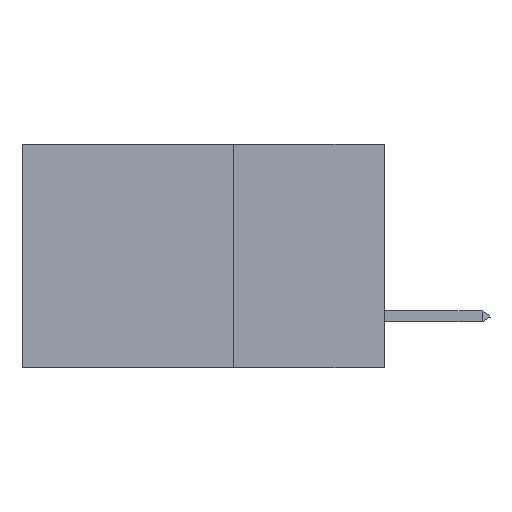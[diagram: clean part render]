
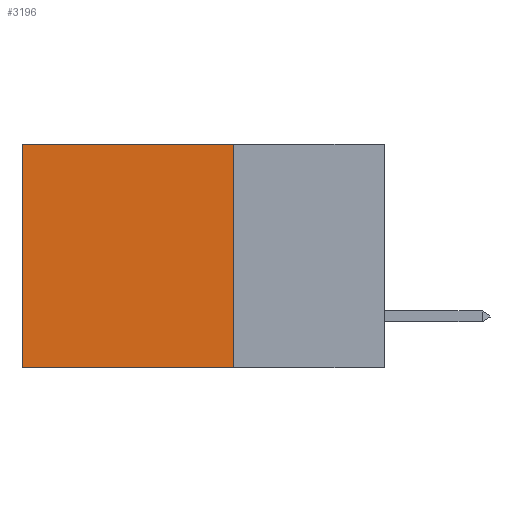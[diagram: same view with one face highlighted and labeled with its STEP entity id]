
A CAD part, left-side view. The second image highlights one B-rep face of the part: STEP entity #3196.
In plain terms, the highlighted planar face has unit normal (-1, 0, 0).
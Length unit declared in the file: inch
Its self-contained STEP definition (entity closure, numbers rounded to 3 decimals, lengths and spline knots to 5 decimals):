
#24 = VERTEX_POINT ( 'NONE', #14652 ) ;
#96 = LINE ( 'NONE', #18263, #22966 ) ;
#954 = DIRECTION ( 'NONE',  ( 0., 1., 0. ) ) ;
#1278 = DIRECTION ( 'NONE',  ( 0., 0., -1. ) ) ;
#3196 = ADVANCED_FACE ( 'NONE', ( #19446 ), #16225, .F. ) ;
#3220 = CARTESIAN_POINT ( 'NONE',  ( 0.2875, 0.25, 0. ) ) ;
#3584 = ORIENTED_EDGE ( 'NONE', *, *, #11910, .T. ) ;
#4419 = ORIENTED_EDGE ( 'NONE', *, *, #16581, .T. ) ;
#4570 = ORIENTED_EDGE ( 'NONE', *, *, #5482, .F. ) ;
#5482 = EDGE_CURVE ( 'NONE', #15090, #13765, #18260, .T. ) ;
#8725 = VECTOR ( 'NONE', #28102, 39.37008 ) ;
#8792 = VECTOR ( 'NONE', #19110, 39.37008 ) ;
#9089 = VERTEX_POINT ( 'NONE', #26788 ) ;
#10019 = VECTOR ( 'NONE', #954, 39.37008 ) ;
#10722 = EDGE_LOOP ( 'NONE', ( #4419, #4570, #13252, #3584 ) ) ;
#11910 = EDGE_CURVE ( 'NONE', #24, #9089, #27050, .T. ) ;
#12642 = CARTESIAN_POINT ( 'NONE',  ( 0.2875, 0.6, 0. ) ) ;
#13252 = ORIENTED_EDGE ( 'NONE', *, *, #28272, .F. ) ;
#13765 = VERTEX_POINT ( 'NONE', #28415 ) ;
#14652 = CARTESIAN_POINT ( 'NONE',  ( 0.2875, 0.25, 0. ) ) ;
#15090 = VERTEX_POINT ( 'NONE', #24955 ) ;
#16042 = DIRECTION ( 'NONE',  ( 0., 0., -1. ) ) ;
#16225 = PLANE ( 'NONE',  #18028 ) ;
#16581 = EDGE_CURVE ( 'NONE', #9089, #13765, #20187, .T. ) ;
#18028 = AXIS2_PLACEMENT_3D ( 'NONE', #3220, #18442, #1278 ) ;
#18260 = LINE ( 'NONE', #18410, #10019 ) ;
#18263 = CARTESIAN_POINT ( 'NONE',  ( 0.2875, 0.25, 0. ) ) ;
#18410 = CARTESIAN_POINT ( 'NONE',  ( 0.2875, 0.25, -0.37 ) ) ;
#18442 = DIRECTION ( 'NONE',  ( 1., 0., 0. ) ) ;
#19110 = DIRECTION ( 'NONE',  ( 0., 0., -1. ) ) ;
#19446 = FACE_OUTER_BOUND ( 'NONE', #10722, .T. ) ;
#20187 = LINE ( 'NONE', #12642, #8792 ) ;
#22966 = VECTOR ( 'NONE', #16042, 39.37008 ) ;
#24955 = CARTESIAN_POINT ( 'NONE',  ( 0.2875, 0.25, -0.37 ) ) ;
#26088 = CARTESIAN_POINT ( 'NONE',  ( 0.2875, 0.25, 0. ) ) ;
#26788 = CARTESIAN_POINT ( 'NONE',  ( 0.2875, 0.6, 0. ) ) ;
#27050 = LINE ( 'NONE', #26088, #8725 ) ;
#28102 = DIRECTION ( 'NONE',  ( 0., 1., 0. ) ) ;
#28272 = EDGE_CURVE ( 'NONE', #24, #15090, #96, .T. ) ;
#28415 = CARTESIAN_POINT ( 'NONE',  ( 0.2875, 0.6, -0.37 ) ) ;
